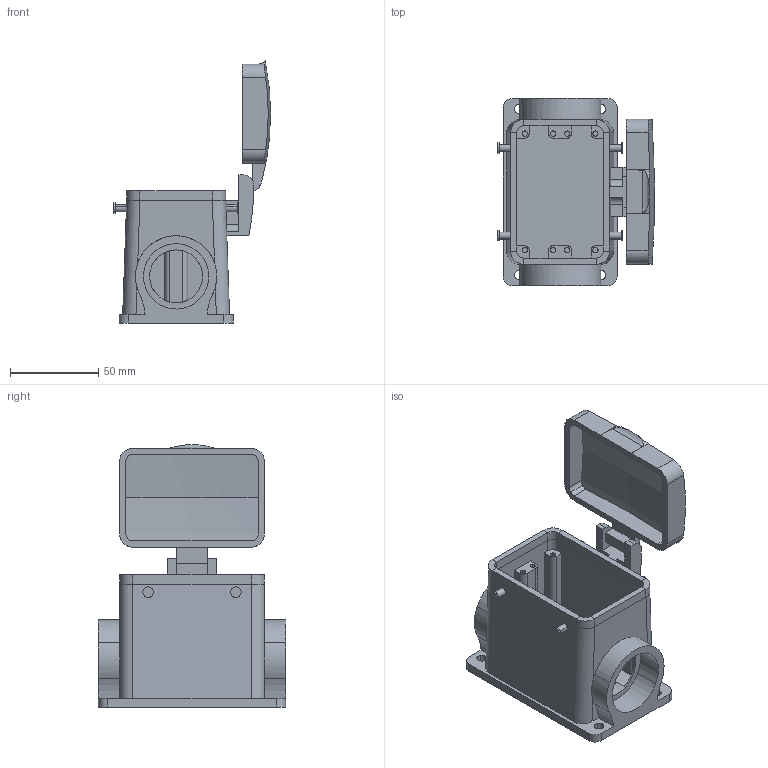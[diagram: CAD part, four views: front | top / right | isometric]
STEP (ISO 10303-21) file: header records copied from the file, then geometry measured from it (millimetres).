
FILE_DESCRIPTION(('CATIA V5 STEP Exchange','CAx-IF Rec.Pracs.--- Model Styling and Organization---1.4--- 2014-01-23'),'2;1');
FILE_NAME ('018426-2_2', '2019-07-25T14:19:55+00:00', ('none'), ('Weidmueller'), 'CATIA Version 5-6 Release 2016 SP3 HF44', 'CATIA V5 STEP AP214', 'none');
FILE_SCHEMA(('AUTOMOTIVE_DESIGN { 1 0 10303 214 1 1 1 1 }'));
Length unit declared in the file: millimetre
Products named in the file (1): 1666590000
Bounding box: 88.98 x 106 x 148.53 mm (x, y, z)
Volume: 181035.6 mm3; surface area: 77071.5 mm2
Topology: 2 solids, 2 shells, 231 faces, 598 edges, 390 vertices
Faces by surface type: plane 115, cylinder 109, revolution 4, torus 3
Entity records: 7529 total; most frequent: CARTESIAN_POINT 2285, ORIENTED_EDGE 1196, DIRECTION 812, EDGE_CURVE 598, VERTEX_POINT 390, VECTOR 333, LINE 333, AXIS2_PLACEMENT_3D 318
